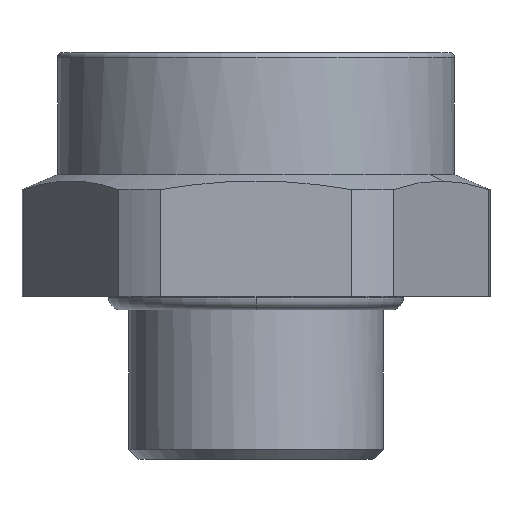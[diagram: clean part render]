
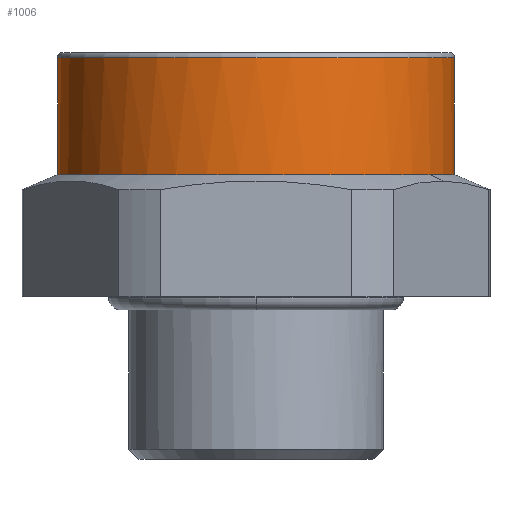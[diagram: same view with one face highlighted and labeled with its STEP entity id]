
A CAD part, left-side view. The second image highlights one B-rep face of the part: STEP entity #1006.
In plain terms, the highlighted cylindrical face has radius 19.5 mm (diameter 39 mm), a partial arc.
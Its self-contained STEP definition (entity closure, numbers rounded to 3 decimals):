
#71=AXIS2_PLACEMENT_3D('Circle Axis2P3D',#69,#70,$) ;
#164=AXIS2_PLACEMENT_3D('Circle Axis2P3D',#162,#163,$) ;
#978=AXIS2_PLACEMENT_3D('Cylinder Axis2P3D',#975,#976,#977) ;
#996=AXIS2_PLACEMENT_3D('Circle Axis2P3D',#994,#995,$) ;
#66=CARTESIAN_POINT('Vertex',(21.,3.5,28.)) ;
#69=CARTESIAN_POINT('Axis2P3D Location',(21.,23.,28.)) ;
#73=CARTESIAN_POINT('Vertex',(11.651,5.887,28.)) ;
#162=CARTESIAN_POINT('Axis2P3D Location',(21.,23.,28.)) ;
#166=CARTESIAN_POINT('Vertex',(21.,42.5,28.)) ;
#975=CARTESIAN_POINT('Axis2P3D Location',(21.,23.,34.)) ;
#980=CARTESIAN_POINT('Line Origine',(21.,42.5,34.)) ;
#984=CARTESIAN_POINT('Vertex',(21.,42.5,39.5)) ;
#987=CARTESIAN_POINT('Line Origine',(21.,3.5,34.)) ;
#991=CARTESIAN_POINT('Vertex',(21.,3.5,39.5)) ;
#994=CARTESIAN_POINT('Axis2P3D Location',(21.,23.,39.5)) ;
#70=DIRECTION('Axis2P3D Direction',(0.,0.,-1.)) ;
#163=DIRECTION('Axis2P3D Direction',(0.,0.,-1.)) ;
#976=DIRECTION('Axis2P3D Direction',(0.,0.,1.)) ;
#977=DIRECTION('Axis2P3D XDirection',(0.,-1.,0.)) ;
#981=DIRECTION('Vector Direction',(0.,0.,1.)) ;
#988=DIRECTION('Vector Direction',(0.,0.,1.)) ;
#995=DIRECTION('Axis2P3D Direction',(0.,0.,1.)) ;
#982=VECTOR('Line Direction',#981,1.) ;
#989=VECTOR('Line Direction',#988,1.) ;
#1000=ORIENTED_EDGE('',*,*,#986,.T.) ;
#1001=ORIENTED_EDGE('',*,*,#168,.T.) ;
#1002=ORIENTED_EDGE('',*,*,#75,.T.) ;
#1003=ORIENTED_EDGE('',*,*,#993,.F.) ;
#1004=ORIENTED_EDGE('',*,*,#998,.F.) ;
#1006=ADVANCED_FACE('Adapter_M25-1NPT.1\\Koerper.2',(#1005),#979,.T.) ;
#72=CIRCLE('generated circle',#71,19.5) ;
#165=CIRCLE('generated circle',#164,19.5) ;
#997=CIRCLE('generated circle',#996,19.5) ;
#979=CYLINDRICAL_SURFACE('generated cylinder',#978,19.5) ;
#75=EDGE_CURVE('',#74,#67,#72,.F.) ;
#168=EDGE_CURVE('',#167,#74,#165,.F.) ;
#986=EDGE_CURVE('',#985,#167,#983,.F.) ;
#993=EDGE_CURVE('',#992,#67,#990,.F.) ;
#998=EDGE_CURVE('',#985,#992,#997,.T.) ;
#999=EDGE_LOOP('',(#1000,#1001,#1002,#1003,#1004)) ;
#1005=FACE_OUTER_BOUND('',#999,.T.) ;
#983=LINE('Line',#980,#982) ;
#990=LINE('Line',#987,#989) ;
#67=VERTEX_POINT('',#66) ;
#74=VERTEX_POINT('',#73) ;
#167=VERTEX_POINT('',#166) ;
#985=VERTEX_POINT('',#984) ;
#992=VERTEX_POINT('',#991) ;
